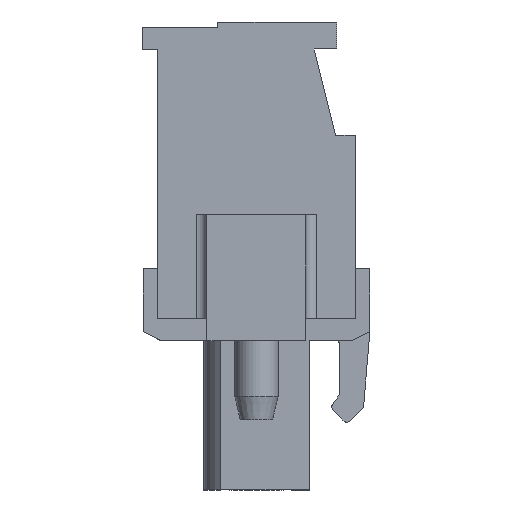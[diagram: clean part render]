
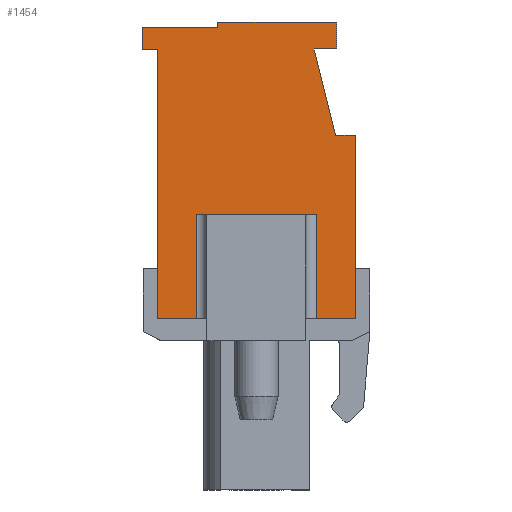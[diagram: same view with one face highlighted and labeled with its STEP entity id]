
A CAD part, left-side view. The second image highlights one B-rep face of the part: STEP entity #1454.
In plain terms, the highlighted planar face has unit normal (-1, 0, 0).
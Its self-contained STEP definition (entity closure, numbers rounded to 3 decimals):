
#1454 = ADVANCED_FACE( '', ( #3207 ), #3208, .T. );
#3207 = FACE_OUTER_BOUND( '', #5379, .T. );
#3208 = PLANE( '', #5380 );
#5379 = EDGE_LOOP( '', ( #9204, #9205, #9206, #9207, #9208, #9209, #9210, #9211, #9212, #9213, #9214, #9215, #9216, #9217, #9218, #9219 ) );
#5380 = AXIS2_PLACEMENT_3D( '', #9220, #9221, #9222 );
#9204 = ORIENTED_EDGE( '', *, *, #13680, .T. );
#9205 = ORIENTED_EDGE( '', *, *, #14694, .T. );
#9206 = ORIENTED_EDGE( '', *, *, #14695, .T. );
#9207 = ORIENTED_EDGE( '', *, *, #14441, .T. );
#9208 = ORIENTED_EDGE( '', *, *, #13674, .T. );
#9209 = ORIENTED_EDGE( '', *, *, #14696, .T. );
#9210 = ORIENTED_EDGE( '', *, *, #14142, .T. );
#9211 = ORIENTED_EDGE( '', *, *, #13858, .T. );
#9212 = ORIENTED_EDGE( '', *, *, #14121, .T. );
#9213 = ORIENTED_EDGE( '', *, *, #14697, .T. );
#9214 = ORIENTED_EDGE( '', *, *, #14698, .T. );
#9215 = ORIENTED_EDGE( '', *, *, #14699, .T. );
#9216 = ORIENTED_EDGE( '', *, *, #14700, .T. );
#9217 = ORIENTED_EDGE( '', *, *, #14701, .T. );
#9218 = ORIENTED_EDGE( '', *, *, #14702, .T. );
#9219 = ORIENTED_EDGE( '', *, *, #14214, .T. );
#9220 = CARTESIAN_POINT( '', ( -12.5, 0., 0. ) );
#9221 = DIRECTION( '', ( -1., 0., 0. ) );
#9222 = DIRECTION( '', ( 0., 0., 1. ) );
#13674 = EDGE_CURVE( '', #16562, #16560, #16563, .T. );
#13680 = EDGE_CURVE( '', #16508, #16572, #16574, .T. );
#13858 = EDGE_CURVE( '', #16888, #16889, #16890, .T. );
#14121 = EDGE_CURVE( '', #16889, #17329, #17330, .T. );
#14142 = EDGE_CURVE( '', #17361, #16888, #17362, .T. );
#14214 = EDGE_CURVE( '', #17475, #16508, #17476, .T. );
#14441 = EDGE_CURVE( '', #17827, #16562, #17830, .T. );
#14694 = EDGE_CURVE( '', #16572, #18214, #18215, .T. );
#14695 = EDGE_CURVE( '', #18214, #17827, #18216, .T. );
#14696 = EDGE_CURVE( '', #16560, #17361, #18217, .T. );
#14697 = EDGE_CURVE( '', #17329, #18218, #18219, .T. );
#14698 = EDGE_CURVE( '', #18218, #18220, #18221, .T. );
#14699 = EDGE_CURVE( '', #18220, #18222, #18223, .T. );
#14700 = EDGE_CURVE( '', #18222, #18224, #18225, .T. );
#14701 = EDGE_CURVE( '', #18224, #18226, #18227, .T. );
#14702 = EDGE_CURVE( '', #18226, #17475, #18228, .T. );
#16508 = VERTEX_POINT( '', #20612 );
#16560 = VERTEX_POINT( '', #20689 );
#16562 = VERTEX_POINT( '', #20692 );
#16563 = LINE( '', #20693, #20694 );
#16572 = VERTEX_POINT( '', #20706 );
#16574 = LINE( '', #20708, #20709 );
#16888 = VERTEX_POINT( '', #21169 );
#16889 = VERTEX_POINT( '', #21170 );
#16890 = LINE( '', #21171, #21172 );
#17329 = VERTEX_POINT( '', #21799 );
#17330 = LINE( '', #21800, #21801 );
#17361 = VERTEX_POINT( '', #21851 );
#17362 = LINE( '', #21852, #21853 );
#17475 = VERTEX_POINT( '', #22020 );
#17476 = LINE( '', #22021, #22022 );
#17827 = VERTEX_POINT( '', #22554 );
#17830 = LINE( '', #22558, #22559 );
#18214 = VERTEX_POINT( '', #23135 );
#18215 = LINE( '', #23136, #23137 );
#18216 = LINE( '', #23138, #23139 );
#18217 = LINE( '', #23140, #23141 );
#18218 = VERTEX_POINT( '', #23142 );
#18219 = LINE( '', #23143, #23144 );
#18220 = VERTEX_POINT( '', #23145 );
#18221 = LINE( '', #23146, #23147 );
#18222 = VERTEX_POINT( '', #23148 );
#18223 = LINE( '', #23149, #23150 );
#18224 = VERTEX_POINT( '', #23151 );
#18225 = LINE( '', #23152, #23153 );
#18226 = VERTEX_POINT( '', #23154 );
#18227 = LINE( '', #23155, #23156 );
#18228 = LINE( '', #23157, #23158 );
#20612 = CARTESIAN_POINT( '', ( -12.5, 5.5, -7.475 ) );
#20689 = CARTESIAN_POINT( '', ( -12.5, -5.5, -7.475 ) );
#20692 = CARTESIAN_POINT( '', ( -12.5, -3.35, -7.475 ) );
#20693 = CARTESIAN_POINT( '', ( -12.5, 5.5, -7.475 ) );
#20694 = VECTOR( '', #25686, 1000. );
#20706 = CARTESIAN_POINT( '', ( -12.5, 3.35, -7.475 ) );
#20708 = CARTESIAN_POINT( '', ( -12.5, 5.5, -7.475 ) );
#20709 = VECTOR( '', #25696, 1000. );
#21169 = CARTESIAN_POINT( '', ( -12.5, -4.4, 2.725 ) );
#21170 = CARTESIAN_POINT( '', ( -12.5, -3.2, 7.525 ) );
#21171 = CARTESIAN_POINT( '', ( -12.5, -4.4, 2.725 ) );
#21172 = VECTOR( '', #25869, 1000. );
#21799 = CARTESIAN_POINT( '', ( -12.5, -4.45, 7.525 ) );
#21800 = CARTESIAN_POINT( '', ( -12.5, -3.2, 7.525 ) );
#21801 = VECTOR( '', #26139, 1000. );
#21851 = CARTESIAN_POINT( '', ( -12.5, -5.5, 2.725 ) );
#21852 = CARTESIAN_POINT( '', ( -12.5, -5.5, 2.725 ) );
#21853 = VECTOR( '', #26161, 1000. );
#22020 = CARTESIAN_POINT( '', ( -12.5, 5.5, 7.475 ) );
#22021 = CARTESIAN_POINT( '', ( -12.5, 5.5, 7.475 ) );
#22022 = VECTOR( '', #26225, 1000. );
#22554 = CARTESIAN_POINT( '', ( -12.5, -3.35, -1.675 ) );
#22558 = CARTESIAN_POINT( '', ( -12.5, -3.35, -7.475 ) );
#22559 = VECTOR( '', #26425, 1000. );
#23135 = CARTESIAN_POINT( '', ( -12.5, 3.35, -1.675 ) );
#23136 = CARTESIAN_POINT( '', ( -12.5, 3.35, -1.675 ) );
#23137 = VECTOR( '', #26642, 1000. );
#23138 = CARTESIAN_POINT( '', ( -12.5, 2.75, -1.675 ) );
#23139 = VECTOR( '', #26643, 1000. );
#23140 = CARTESIAN_POINT( '', ( -12.5, -5.5, -7.475 ) );
#23141 = VECTOR( '', #26644, 1000. );
#23142 = CARTESIAN_POINT( '', ( -12.5, -4.45, 9.025 ) );
#23143 = CARTESIAN_POINT( '', ( -12.5, -4.45, 7.525 ) );
#23144 = VECTOR( '', #26645, 1000. );
#23145 = CARTESIAN_POINT( '', ( -12.5, 2.15, 9.025 ) );
#23146 = CARTESIAN_POINT( '', ( -12.5, -4.45, 9.025 ) );
#23147 = VECTOR( '', #26646, 1000. );
#23148 = CARTESIAN_POINT( '', ( -12.5, 2.15, 8.725 ) );
#23149 = CARTESIAN_POINT( '', ( -12.5, 2.15, 9.025 ) );
#23150 = VECTOR( '', #26647, 1000. );
#23151 = CARTESIAN_POINT( '', ( -12.5, 6.35, 8.725 ) );
#23152 = CARTESIAN_POINT( '', ( -12.5, 2.15, 8.725 ) );
#23153 = VECTOR( '', #26648, 1000. );
#23154 = CARTESIAN_POINT( '', ( -12.5, 6.35, 7.475 ) );
#23155 = CARTESIAN_POINT( '', ( -12.5, 6.35, 8.725 ) );
#23156 = VECTOR( '', #26649, 1000. );
#23157 = CARTESIAN_POINT( '', ( -12.5, 6.35, 7.475 ) );
#23158 = VECTOR( '', #26650, 1000. );
#25686 = DIRECTION( '', ( 0., -1., 0. ) );
#25696 = DIRECTION( '', ( 0., -1., 0. ) );
#25869 = DIRECTION( '', ( 0., 0.243, 0.97 ) );
#26139 = DIRECTION( '', ( 0., -1., 0. ) );
#26161 = DIRECTION( '', ( 0., 1., 0. ) );
#26225 = DIRECTION( '', ( 0., 0., -1. ) );
#26425 = DIRECTION( '', ( 0., 0., -1. ) );
#26642 = DIRECTION( '', ( 0., 0., 1. ) );
#26643 = DIRECTION( '', ( 0., -1., 0. ) );
#26644 = DIRECTION( '', ( 0., 0., 1. ) );
#26645 = DIRECTION( '', ( 0., 0., 1. ) );
#26646 = DIRECTION( '', ( 0., 1., 0. ) );
#26647 = DIRECTION( '', ( 0., 0., -1. ) );
#26648 = DIRECTION( '', ( 0., 1., 0. ) );
#26649 = DIRECTION( '', ( 0., 0., -1. ) );
#26650 = DIRECTION( '', ( 0., -1., 0. ) );
